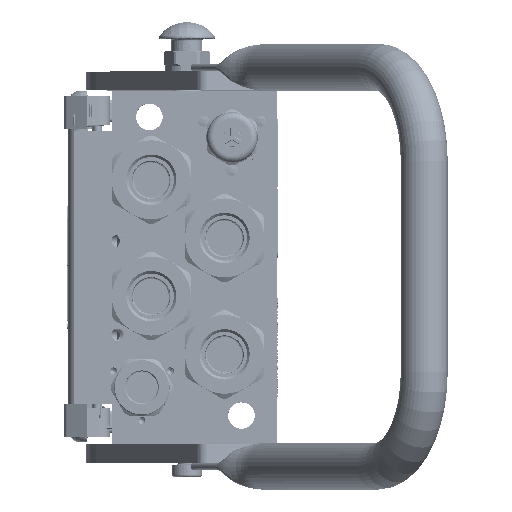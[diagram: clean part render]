
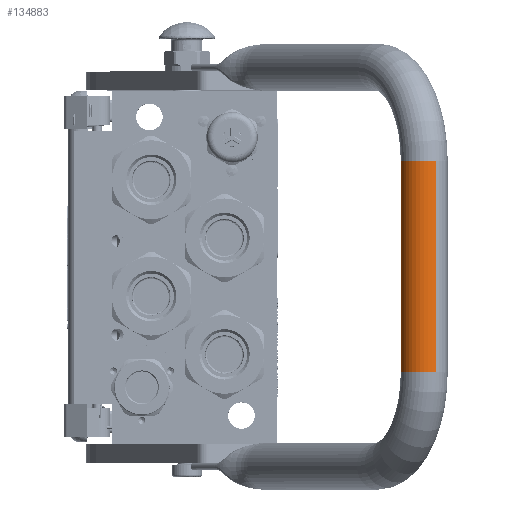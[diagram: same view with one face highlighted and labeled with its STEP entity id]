
A CAD part, top view. The second image highlights one B-rep face of the part: STEP entity #134883.
In plain terms, the highlighted cylindrical face has radius 12.5 mm (diameter 25 mm), a partial arc.
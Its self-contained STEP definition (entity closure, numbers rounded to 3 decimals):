
#5968 = VECTOR ( 'NONE', #28457, 1000. ) ;
#7159 = CIRCLE ( 'NONE', #48752, 12.5 ) ;
#20693 = EDGE_CURVE ( 'NONE', #170331, #104287, #83681, .T. ) ;
#23779 = EDGE_CURVE ( 'NONE', #170331, #63638, #7159, .T. ) ;
#28314 = VERTEX_POINT ( 'NONE', #41864 ) ;
#28457 = DIRECTION ( 'NONE',  ( 1., 0., 0. ) ) ;
#34486 = ORIENTED_EDGE ( 'NONE', *, *, #71261, .T. ) ;
#34577 = FACE_OUTER_BOUND ( 'NONE', #94586, .T. ) ;
#37650 = DIRECTION ( 'NONE',  ( 1., 0., 0. ) ) ;
#38701 = AXIS2_PLACEMENT_3D ( 'NONE', #116570, #37650, #134785 ) ;
#38726 = CARTESIAN_POINT ( 'NONE',  ( -56.25, 0., 180. ) ) ;
#41710 = CARTESIAN_POINT ( 'NONE',  ( -56.25, 0., 167.5 ) ) ;
#41864 = CARTESIAN_POINT ( 'NONE',  ( 56.25, 0., 155. ) ) ;
#42461 = CARTESIAN_POINT ( 'NONE',  ( -56.25, 0., 155. ) ) ;
#46162 = ORIENTED_EDGE ( 'NONE', *, *, #23779, .T. ) ;
#48752 = AXIS2_PLACEMENT_3D ( 'NONE', #71020, #183487, #85875 ) ;
#63638 = VERTEX_POINT ( 'NONE', #94594 ) ;
#68646 = AXIS2_PLACEMENT_3D ( 'NONE', #41710, #156349, #187948 ) ;
#68850 = LINE ( 'NONE', #42461, #5968 ) ;
#71020 = CARTESIAN_POINT ( 'NONE',  ( -56.25, 0., 167.5 ) ) ;
#71261 = EDGE_CURVE ( 'NONE', #63638, #28314, #68850, .T. ) ;
#74640 = ORIENTED_EDGE ( 'NONE', *, *, #20693, .F. ) ;
#83681 = LINE ( 'NONE', #38726, #206945 ) ;
#85875 = DIRECTION ( 'NONE',  ( 0., 0., 1. ) ) ;
#86265 = CARTESIAN_POINT ( 'NONE',  ( 56.25, 0., 180. ) ) ;
#94586 = EDGE_LOOP ( 'NONE', ( #34486, #112616, #74640, #46162 ) ) ;
#94594 = CARTESIAN_POINT ( 'NONE',  ( -56.25, 0., 155. ) ) ;
#104287 = VERTEX_POINT ( 'NONE', #86265 ) ;
#112616 = ORIENTED_EDGE ( 'NONE', *, *, #165224, .F. ) ;
#116570 = CARTESIAN_POINT ( 'NONE',  ( 56.25, 0., 167.5 ) ) ;
#134785 = DIRECTION ( 'NONE',  ( 0., 0., 1. ) ) ;
#134883 = ADVANCED_FACE ( 'NONE', ( #34577 ), #172877, .T. ) ;
#156349 = DIRECTION ( 'NONE',  ( -1., 0., 0. ) ) ;
#165224 = EDGE_CURVE ( 'NONE', #104287, #28314, #177171, .T. ) ;
#168440 = CARTESIAN_POINT ( 'NONE',  ( -56.25, 0., 180. ) ) ;
#170331 = VERTEX_POINT ( 'NONE', #168440 ) ;
#172877 = CYLINDRICAL_SURFACE ( 'NONE', #68646, 12.5 ) ;
#177171 = CIRCLE ( 'NONE', #38701, 12.5 ) ;
#183487 = DIRECTION ( 'NONE',  ( 1., 0., 0. ) ) ;
#187948 = DIRECTION ( 'NONE',  ( 0., 0., -1. ) ) ;
#199091 = DIRECTION ( 'NONE',  ( 1., 0., 0. ) ) ;
#206945 = VECTOR ( 'NONE', #199091, 1000. ) ;
